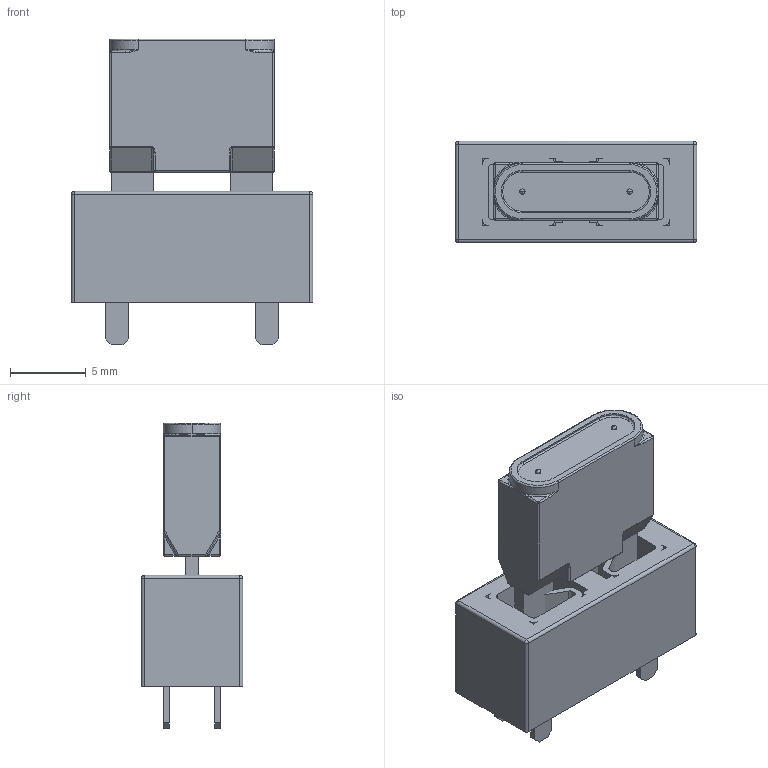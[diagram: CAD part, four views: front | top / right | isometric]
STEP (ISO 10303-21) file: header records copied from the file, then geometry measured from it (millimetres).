
FILE_DESCRIPTION (( 'STEP AP214' ), '1' );
FILE_NAME ('Keystone 3568 with fuse.STEP', '2020-03-02T05:11:05', ( '' ), ( '' ), 'SwSTEP 2.0', 'SolidWorks 2019', '' );
FILE_SCHEMA (( 'AUTOMOTIVE_DESIGN' ));
Length unit declared in the file: inch
Products named in the file (6): Copy of MINI AUTOMOTIVE FUSE-1^Copy of MINI FUSE CLIP ASSY, KEYSTONE PN3569-subassembly-1_Keystone 3568 with fuse; Keystone 3568 with fuse; Copy of MINI FUSE CLIP ASSY, KEYSTONE PN3569-subassembly-1^Keystone 3568 with fuse; Copy of MINI AUTOMOTIVE FUSE^Copy of MINI FUSE CLIP ASSY, KEYSTONE PN3569-subassembly-1_Keystone 3568 with fuse; Copy of Fuseholder_Blade_Mini_Keystone_3568^Keystone 3568 with fuse; Copy of MINI AUTOMOTIVE FUSE-2^Copy of MINI FUSE CLIP ASSY, KEYSTONE PN3569-subassembly-1_Keystone 3568 with fuse
Assembly tree (5 placements, depth 3):
  Keystone 3568 with fuse
    Copy of Fuseholder_Blade_Mini_Keystone_3568^Keystone 3568 with fuse
    Copy of MINI FUSE CLIP ASSY, KEYSTONE PN3569-subassembly-1^Keystone 3568 with fuse
      Copy of MINI AUTOMOTIVE FUSE^Copy of MINI FUSE CLIP ASSY, KEYSTONE PN3569-subassembly-1_Keystone 3568 with fuse
      Copy of MINI AUTOMOTIVE FUSE-1^Copy of MINI FUSE CLIP ASSY, KEYSTONE PN3569-subassembly-1_Keystone 3568 with fuse
      Copy of MINI AUTOMOTIVE FUSE-2^Copy of MINI FUSE CLIP ASSY, KEYSTONE PN3569-subassembly-1_Keystone 3568 with fuse
Bounding box: 16 x 6.73 x 20.23 mm (x, y, z)
Volume: 379.1 mm3; surface area: 1268.4 mm2
Topology: 3 solids, 4 shells, 277 faces, 677 edges, 398 vertices
Faces by surface type: plane 133, cylinder 86, bspline 28, sphere 16, torus 14
Entity records: 10003 total; most frequent: CARTESIAN_POINT 2812, ORIENTED_EDGE 1308, DIRECTION 1262, EDGE_CURVE 658, AXIS2_PLACEMENT_3D 438, VERTEX_POINT 398, LINE 386, VECTOR 386
